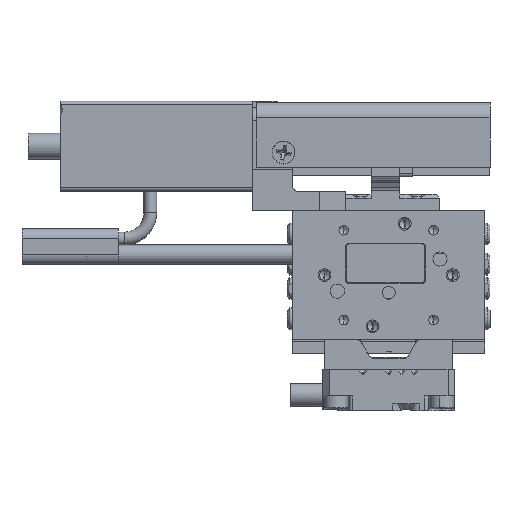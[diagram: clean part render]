
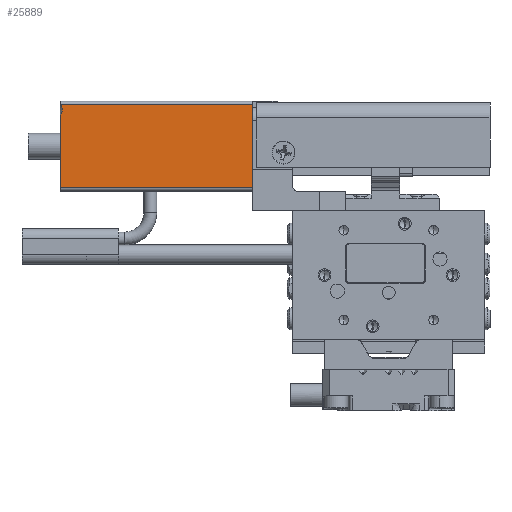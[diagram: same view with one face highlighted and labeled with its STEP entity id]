
A CAD part, front view. The second image highlights one B-rep face of the part: STEP entity #25889.
In plain terms, the highlighted planar face has unit normal (0, -1, 0).
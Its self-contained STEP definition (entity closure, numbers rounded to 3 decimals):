
#503 = DIRECTION ( 'NONE',  ( 1., 0., 0. ) ) ;
#2967 = CARTESIAN_POINT ( 'NONE',  ( 0.5, -14., 30. ) ) ;
#3956 = CARTESIAN_POINT ( 'NONE',  ( 0., -14., 30. ) ) ;
#4005 = CARTESIAN_POINT ( 'NONE',  ( 0., -14., 0. ) ) ;
#4872 = CARTESIAN_POINT ( 'NONE',  ( 12.236, -14., 29.733 ) ) ;
#5120 = VERTEX_POINT ( 'NONE', #2967 ) ;
#7065 = CARTESIAN_POINT ( 'NONE',  ( 13.5, -14., 29.827 ) ) ;
#7216 = EDGE_CURVE ( 'NONE', #30583, #13037, #13010, .T. ) ;
#7241 = LINE ( 'NONE', #3956, #37646 ) ;
#8003 = CARTESIAN_POINT ( 'NONE',  ( 13.5, -14., 0. ) ) ;
#8625 = CARTESIAN_POINT ( 'NONE',  ( 11.938, -14., 29.85 ) ) ;
#9012 = VECTOR ( 'NONE', #30465, 1000. ) ;
#9596 = VECTOR ( 'NONE', #503, 1000. ) ;
#10070 = VERTEX_POINT ( 'NONE', #8003 ) ;
#11876 = CARTESIAN_POINT ( 'NONE',  ( 13.197, -14., 29.71 ) ) ;
#11983 = CARTESIAN_POINT ( 'NONE',  ( 0.5, -14., 30. ) ) ;
#12034 = CARTESIAN_POINT ( 'NONE',  ( 0., -14., 30. ) ) ;
#13010 = B_SPLINE_CURVE_WITH_KNOTS ( 'NONE', 3,
 ( #15863, #40884, #11876, #22647, #37399, #36927, #4872, #8625, #19367, #16090 ),
 .UNSPECIFIED., .F., .F.,
 ( 4, 2, 2, 2, 4 ),
 ( 0.004, 0.005, 0.005, 0.006, 0.006 ),
 .UNSPECIFIED. ) ;
#13037 = VERTEX_POINT ( 'NONE', #20843 ) ;
#14289 = LINE ( 'NONE', #42828, #33673 ) ;
#14622 = VERTEX_POINT ( 'NONE', #42726 ) ;
#15781 = DIRECTION ( 'NONE',  ( 0., 1., 0. ) ) ;
#15863 = CARTESIAN_POINT ( 'NONE',  ( 13.5, -14., 29.827 ) ) ;
#16090 = CARTESIAN_POINT ( 'NONE',  ( 11.652, -14., 30. ) ) ;
#16467 = PLANE ( 'NONE',  #19396 ) ;
#18129 = FACE_OUTER_BOUND ( 'NONE', #43842, .T. ) ;
#19367 = CARTESIAN_POINT ( 'NONE',  ( 11.794, -14., 29.922 ) ) ;
#19396 = AXIS2_PLACEMENT_3D ( 'NONE', #12034, #15781, #37088 ) ;
#20200 = ORIENTED_EDGE ( 'NONE', *, *, #27697, .T. ) ;
#20843 = CARTESIAN_POINT ( 'NONE',  ( 11.652, -14., 30. ) ) ;
#21276 = DIRECTION ( 'NONE',  ( 1., 0., 0. ) ) ;
#21509 = EDGE_CURVE ( 'NONE', #14622, #10070, #21785, .T. ) ;
#21785 = LINE ( 'NONE', #4005, #9596 ) ;
#22000 = DIRECTION ( 'NONE',  ( 0., 0., 1. ) ) ;
#22647 = CARTESIAN_POINT ( 'NONE',  ( 12.877, -14., 29.65 ) ) ;
#23515 = ORIENTED_EDGE ( 'NONE', *, *, #27413, .T. ) ;
#25889 = ADVANCED_FACE ( 'NONE', ( #18129 ), #16467, .F. ) ;
#27413 = EDGE_CURVE ( 'NONE', #5120, #14622, #30246, .T. ) ;
#27697 = EDGE_CURVE ( 'NONE', #10070, #30583, #14289, .T. ) ;
#30246 = LINE ( 'NONE', #11983, #9012 ) ;
#30465 = DIRECTION ( 'NONE',  ( 0., 0., -1. ) ) ;
#30583 = VERTEX_POINT ( 'NONE', #7065 ) ;
#30959 = EDGE_CURVE ( 'NONE', #5120, #13037, #7241, .T. ) ;
#33673 = VECTOR ( 'NONE', #22000, 1000. ) ;
#35708 = ORIENTED_EDGE ( 'NONE', *, *, #30959, .F. ) ;
#36412 = ORIENTED_EDGE ( 'NONE', *, *, #7216, .T. ) ;
#36927 = CARTESIAN_POINT ( 'NONE',  ( 12.392, -14., 29.687 ) ) ;
#37088 = DIRECTION ( 'NONE',  ( 0., 0., 1. ) ) ;
#37399 = CARTESIAN_POINT ( 'NONE',  ( 12.716, -14., 29.645 ) ) ;
#37646 = VECTOR ( 'NONE', #21276, 1000. ) ;
#40884 = CARTESIAN_POINT ( 'NONE',  ( 13.352, -14., 29.763 ) ) ;
#42376 = ORIENTED_EDGE ( 'NONE', *, *, #21509, .T. ) ;
#42726 = CARTESIAN_POINT ( 'NONE',  ( 0.5, -14., 0. ) ) ;
#42828 = CARTESIAN_POINT ( 'NONE',  ( 13.5, -14., 30. ) ) ;
#43842 = EDGE_LOOP ( 'NONE', ( #20200, #36412, #35708, #23515, #42376 ) ) ;
